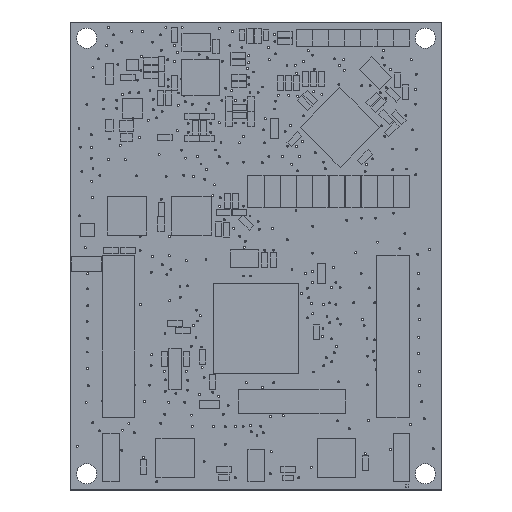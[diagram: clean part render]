
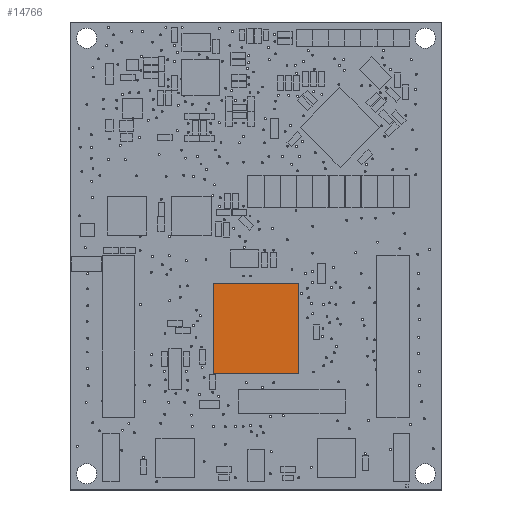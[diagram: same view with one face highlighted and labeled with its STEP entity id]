
A CAD part, top view. The second image highlights one B-rep face of the part: STEP entity #14766.
In plain terms, the highlighted planar face has unit normal (0, 0, 1).
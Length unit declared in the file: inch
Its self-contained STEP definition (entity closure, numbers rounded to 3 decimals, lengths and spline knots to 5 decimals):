
#1085=LINE('',#24836,#1541);
#1088=LINE('',#24842,#1544);
#1091=LINE('',#24848,#1547);
#1094=LINE('',#24852,#1550);
#1541=VECTOR('',#20904,0.55866);
#1544=VECTOR('',#20909,0.52835);
#1547=VECTOR('',#20914,0.55866);
#1550=VECTOR('',#20919,0.52835);
#1790=PLANE('',#16661);
#4142=FACE_OUTER_BOUND('',#6494,.T.);
#6494=EDGE_LOOP('',(#13437,#13438,#13439,#13440));
#8913=VERTEX_POINT('',#24833);
#8914=VERTEX_POINT('',#24835);
#8916=VERTEX_POINT('',#24841);
#8918=VERTEX_POINT('',#24847);
#10419=EDGE_CURVE('',#8914,#8913,#1085,.T.);
#10422=EDGE_CURVE('',#8916,#8914,#1088,.T.);
#10425=EDGE_CURVE('',#8918,#8916,#1091,.T.);
#10428=EDGE_CURVE('',#8913,#8918,#1094,.T.);
#13437=ORIENTED_EDGE('',*,*,#10428,.T.);
#13438=ORIENTED_EDGE('',*,*,#10425,.T.);
#13439=ORIENTED_EDGE('',*,*,#10422,.T.);
#13440=ORIENTED_EDGE('',*,*,#10419,.T.);
#14766=ADVANCED_FACE('',(#4142),#1790,.T.);
#16661=AXIS2_PLACEMENT_3D('',#24854,#20922,#20923);
#20904=DIRECTION('',(0.,1.,0.));
#20909=DIRECTION('',(1.,0.,0.));
#20914=DIRECTION('',(0.,-1.,0.));
#20919=DIRECTION('',(-1.,0.,0.));
#20922=DIRECTION('center_axis',(0.,0.,1.));
#20923=DIRECTION('ref_axis',(1.,0.,0.));
#24833=CARTESIAN_POINT('',(0.26417,0.27933,0.03937));
#24835=CARTESIAN_POINT('',(0.26417,-0.27933,0.03937));
#24836=CARTESIAN_POINT('',(0.26417,0.27933,0.03937));
#24841=CARTESIAN_POINT('',(-0.26417,-0.27933,0.03937));
#24842=CARTESIAN_POINT('',(0.26417,-0.27933,0.03937));
#24847=CARTESIAN_POINT('',(-0.26417,0.27933,0.03937));
#24848=CARTESIAN_POINT('',(-0.26417,-0.27933,0.03937));
#24852=CARTESIAN_POINT('',(-0.26417,0.27933,0.03937));
#24854=CARTESIAN_POINT('Origin',(0.,0.,0.03937));
